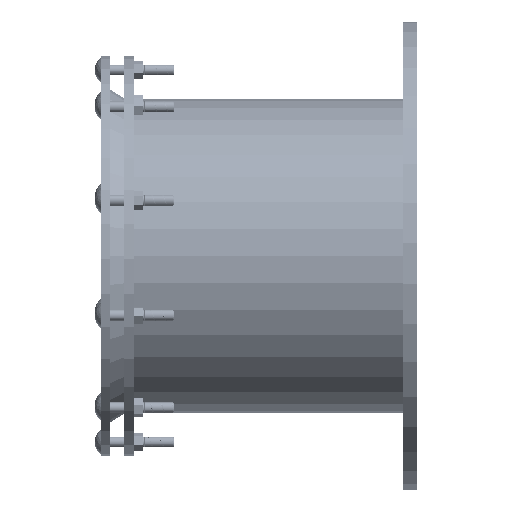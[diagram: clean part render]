
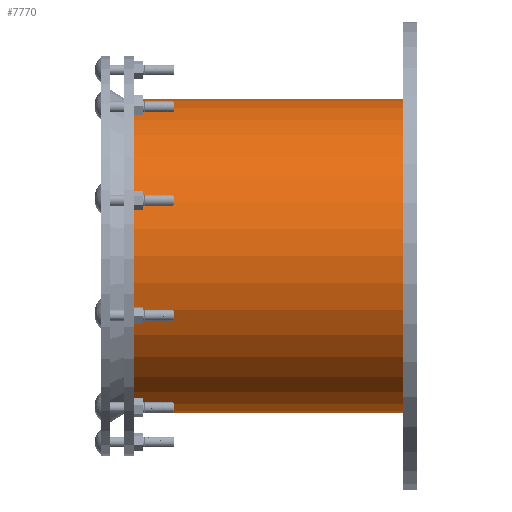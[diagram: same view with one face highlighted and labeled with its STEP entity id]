
A CAD part, left-side view. The second image highlights one B-rep face of the part: STEP entity #7770.
In plain terms, the highlighted cylindrical face has radius 136.525 mm (diameter 273.05 mm), a partial arc.
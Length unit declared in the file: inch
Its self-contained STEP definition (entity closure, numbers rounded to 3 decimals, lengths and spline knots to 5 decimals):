
#1013 = CARTESIAN_POINT ( 'NONE',  ( 0., 0., -5.375 ) ) ;
#1062 = LINE ( 'NONE', #5030, #2324 ) ;
#2022 = CARTESIAN_POINT ( 'NONE',  ( 0., 0., 0. ) ) ;
#2156 = VERTEX_POINT ( 'NONE', #11383 ) ;
#2324 = VECTOR ( 'NONE', #16765, 39.37008 ) ;
#2448 = DIRECTION ( 'NONE',  ( 0., -1., 0. ) ) ;
#2707 = CARTESIAN_POINT ( 'NONE',  ( 0., 0., 5.375 ) ) ;
#3561 = CIRCLE ( 'NONE', #11255, 5.375 ) ;
#3739 = VECTOR ( 'NONE', #6667, 39.37008 ) ;
#3751 = DIRECTION ( 'NONE',  ( 0., 0., -1. ) ) ;
#4036 = CIRCLE ( 'NONE', #14464, 5.375 ) ;
#4456 = EDGE_CURVE ( 'NONE', #10394, #7133, #3561, .T. ) ;
#4883 = CARTESIAN_POINT ( 'NONE',  ( 0., 9.75, 5.375 ) ) ;
#5030 = CARTESIAN_POINT ( 'NONE',  ( 0., 0., -5.375 ) ) ;
#5580 = ORIENTED_EDGE ( 'NONE', *, *, #4456, .T. ) ;
#5852 = ORIENTED_EDGE ( 'NONE', *, *, #13268, .F. ) ;
#6156 = DIRECTION ( 'NONE',  ( 0., 0., -1. ) ) ;
#6667 = DIRECTION ( 'NONE',  ( 0., -1., 0. ) ) ;
#7127 = ORIENTED_EDGE ( 'NONE', *, *, #9821, .T. ) ;
#7133 = VERTEX_POINT ( 'NONE', #9300 ) ;
#7401 = VERTEX_POINT ( 'NONE', #1013 ) ;
#7615 = DIRECTION ( 'NONE',  ( 0., -1., 0. ) ) ;
#7743 = DIRECTION ( 'NONE',  ( 0., -1., 0. ) ) ;
#7770 = ADVANCED_FACE ( 'NONE', ( #16542 ), #16698, .T. ) ;
#9300 = CARTESIAN_POINT ( 'NONE',  ( 0., 9.75, -5.375 ) ) ;
#9821 = EDGE_CURVE ( 'NONE', #7133, #7401, #1062, .T. ) ;
#10301 = CARTESIAN_POINT ( 'NONE',  ( 0., 0., 0. ) ) ;
#10394 = VERTEX_POINT ( 'NONE', #4883 ) ;
#10666 = ORIENTED_EDGE ( 'NONE', *, *, #12106, .F. ) ;
#11255 = AXIS2_PLACEMENT_3D ( 'NONE', #15717, #7743, #11876 ) ;
#11383 = CARTESIAN_POINT ( 'NONE',  ( 0., 0., 5.375 ) ) ;
#11876 = DIRECTION ( 'NONE',  ( 0., 0., -1. ) ) ;
#12106 = EDGE_CURVE ( 'NONE', #10394, #2156, #14490, .T. ) ;
#13268 = EDGE_CURVE ( 'NONE', #2156, #7401, #4036, .T. ) ;
#14464 = AXIS2_PLACEMENT_3D ( 'NONE', #10301, #2448, #3751 ) ;
#14490 = LINE ( 'NONE', #2707, #3739 ) ;
#14829 = AXIS2_PLACEMENT_3D ( 'NONE', #2022, #7615, #6156 ) ;
#15559 = EDGE_LOOP ( 'NONE', ( #10666, #5580, #7127, #5852 ) ) ;
#15717 = CARTESIAN_POINT ( 'NONE',  ( 0., 9.75, 0. ) ) ;
#16542 = FACE_OUTER_BOUND ( 'NONE', #15559, .T. ) ;
#16698 = CYLINDRICAL_SURFACE ( 'NONE', #14829, 5.375 ) ;
#16765 = DIRECTION ( 'NONE',  ( 0., -1., 0. ) ) ;
